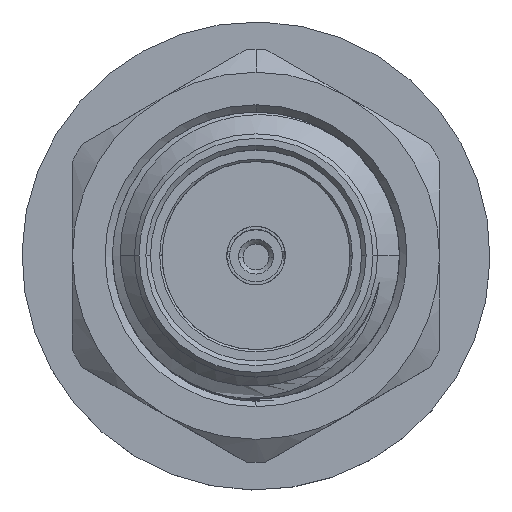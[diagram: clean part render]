
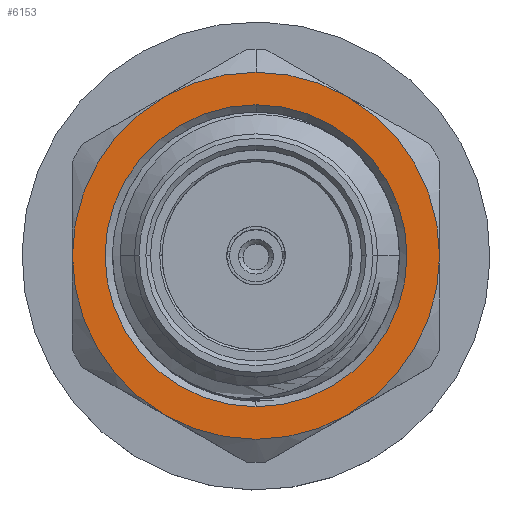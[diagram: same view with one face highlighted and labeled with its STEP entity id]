
A CAD part, top view. The second image highlights one B-rep face of the part: STEP entity #6153.
In plain terms, the highlighted planar face has unit normal (0, 0, 1).
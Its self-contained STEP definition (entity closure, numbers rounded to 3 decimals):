
#176 = DIRECTION ( 'NONE',  ( 0., 1., 0. ) ) ;
#519 = CARTESIAN_POINT ( 'NONE',  ( 0., 4., 15.881 ) ) ;
#566 = CIRCLE ( 'NONE', #4146, 4. ) ;
#609 = DIRECTION ( 'NONE',  ( 0., 0., -1. ) ) ;
#731 = DIRECTION ( 'NONE',  ( 0., 0., -1. ) ) ;
#762 = AXIS2_PLACEMENT_3D ( 'NONE', #5205, #3755, #1709 ) ;
#812 = CARTESIAN_POINT ( 'NONE',  ( 0., -3.29, 15.881 ) ) ;
#979 = CARTESIAN_POINT ( 'NONE',  ( -4., 0., 15.881 ) ) ;
#1028 = EDGE_LOOP ( 'NONE', ( #5949, #8388 ) ) ;
#1240 = CIRCLE ( 'NONE', #762, 3.29 ) ;
#1407 = AXIS2_PLACEMENT_3D ( 'NONE', #9600, #731, #5987 ) ;
#1408 = EDGE_LOOP ( 'NONE', ( #6055, #6706, #8638, #1605, #5814, #9576, #5270 ) ) ;
#1435 = VERTEX_POINT ( 'NONE', #3702 ) ;
#1548 = EDGE_CURVE ( 'NONE', #5706, #2305, #9178, .T. ) ;
#1558 = DIRECTION ( 'NONE',  ( 0., 0., -1. ) ) ;
#1573 = EDGE_CURVE ( 'NONE', #8954, #6332, #1240, .T. ) ;
#1605 = ORIENTED_EDGE ( 'NONE', *, *, #8798, .F. ) ;
#1709 = DIRECTION ( 'NONE',  ( 0., -1., 0. ) ) ;
#2087 = CARTESIAN_POINT ( 'NONE',  ( -2., -3.464, 15.881 ) ) ;
#2105 = DIRECTION ( 'NONE',  ( 0., 0., -1. ) ) ;
#2305 = VERTEX_POINT ( 'NONE', #2448 ) ;
#2392 = CARTESIAN_POINT ( 'NONE',  ( 0., 0., 15.881 ) ) ;
#2448 = CARTESIAN_POINT ( 'NONE',  ( 2., -3.464, 15.881 ) ) ;
#2583 = EDGE_CURVE ( 'NONE', #4465, #7338, #5757, .T. ) ;
#2698 = VERTEX_POINT ( 'NONE', #519 ) ;
#2799 = CARTESIAN_POINT ( 'NONE',  ( 0., 0., 15.881 ) ) ;
#2833 = DIRECTION ( 'NONE',  ( 0., 0., -1. ) ) ;
#3078 = DIRECTION ( 'NONE',  ( 0., 0., -1. ) ) ;
#3146 = CIRCLE ( 'NONE', #7028, 3.29 ) ;
#3484 = FACE_BOUND ( 'NONE', #1028, .T. ) ;
#3652 = DIRECTION ( 'NONE',  ( 0., 1., 0. ) ) ;
#3661 = EDGE_CURVE ( 'NONE', #1435, #2698, #7125, .T. ) ;
#3702 = CARTESIAN_POINT ( 'NONE',  ( -2., 3.464, 15.881 ) ) ;
#3755 = DIRECTION ( 'NONE',  ( 0., 0., -1. ) ) ;
#3935 = CARTESIAN_POINT ( 'NONE',  ( 0., 0., 15.881 ) ) ;
#3996 = CIRCLE ( 'NONE', #6484, 4. ) ;
#4019 = AXIS2_PLACEMENT_3D ( 'NONE', #2392, #3078, #6040 ) ;
#4064 = CIRCLE ( 'NONE', #6553, 4. ) ;
#4146 = AXIS2_PLACEMENT_3D ( 'NONE', #8265, #6951, #176 ) ;
#4156 = CARTESIAN_POINT ( 'NONE',  ( 2., 3.464, 15.881 ) ) ;
#4465 = VERTEX_POINT ( 'NONE', #2087 ) ;
#4505 = CARTESIAN_POINT ( 'NONE',  ( 0., 0., 15.881 ) ) ;
#4616 = VERTEX_POINT ( 'NONE', #4156 ) ;
#4879 = CARTESIAN_POINT ( 'NONE',  ( 0., 3.29, 15.881 ) ) ;
#5190 = CARTESIAN_POINT ( 'NONE',  ( 4., 0., 15.881 ) ) ;
#5205 = CARTESIAN_POINT ( 'NONE',  ( 0., 0., 15.881 ) ) ;
#5270 = ORIENTED_EDGE ( 'NONE', *, *, #5936, .F. ) ;
#5348 = DIRECTION ( 'NONE',  ( 0., 1., 0. ) ) ;
#5431 = EDGE_CURVE ( 'NONE', #2305, #4465, #566, .T. ) ;
#5478 = CIRCLE ( 'NONE', #5934, 4. ) ;
#5706 = VERTEX_POINT ( 'NONE', #5190 ) ;
#5757 = CIRCLE ( 'NONE', #1407, 4. ) ;
#5771 = DIRECTION ( 'NONE',  ( 0., -1., 0. ) ) ;
#5814 = ORIENTED_EDGE ( 'NONE', *, *, #6432, .F. ) ;
#5934 = AXIS2_PLACEMENT_3D ( 'NONE', #8812, #2833, #3652 ) ;
#5936 = EDGE_CURVE ( 'NONE', #7338, #1435, #3996, .T. ) ;
#5949 = ORIENTED_EDGE ( 'NONE', *, *, #1573, .T. ) ;
#5987 = DIRECTION ( 'NONE',  ( 0., 1., 0. ) ) ;
#6013 = DIRECTION ( 'NONE',  ( 0., 0., -1. ) ) ;
#6040 = DIRECTION ( 'NONE',  ( 0., 1., 0. ) ) ;
#6055 = ORIENTED_EDGE ( 'NONE', *, *, #2583, .F. ) ;
#6153 = ADVANCED_FACE ( 'NONE', ( #3484, #9569 ), #8145, .T. ) ;
#6231 = AXIS2_PLACEMENT_3D ( 'NONE', #2799, #9471, #5771 ) ;
#6332 = VERTEX_POINT ( 'NONE', #4879 ) ;
#6432 = EDGE_CURVE ( 'NONE', #2698, #4616, #4064, .T. ) ;
#6484 = AXIS2_PLACEMENT_3D ( 'NONE', #3935, #6013, #9137 ) ;
#6534 = DIRECTION ( 'NONE',  ( 0., 1., 0. ) ) ;
#6553 = AXIS2_PLACEMENT_3D ( 'NONE', #7070, #2105, #6534 ) ;
#6706 = ORIENTED_EDGE ( 'NONE', *, *, #5431, .F. ) ;
#6951 = DIRECTION ( 'NONE',  ( 0., 0., -1. ) ) ;
#7028 = AXIS2_PLACEMENT_3D ( 'NONE', #4505, #609, #9579 ) ;
#7070 = CARTESIAN_POINT ( 'NONE',  ( 0., 0., 15.881 ) ) ;
#7125 = CIRCLE ( 'NONE', #4019, 4. ) ;
#7338 = VERTEX_POINT ( 'NONE', #979 ) ;
#7571 = CARTESIAN_POINT ( 'NONE',  ( 0., 0., 15.881 ) ) ;
#8145 = PLANE ( 'NONE',  #6231 ) ;
#8265 = CARTESIAN_POINT ( 'NONE',  ( 0., 0., 15.881 ) ) ;
#8388 = ORIENTED_EDGE ( 'NONE', *, *, #8996, .T. ) ;
#8638 = ORIENTED_EDGE ( 'NONE', *, *, #1548, .F. ) ;
#8798 = EDGE_CURVE ( 'NONE', #4616, #5706, #5478, .T. ) ;
#8812 = CARTESIAN_POINT ( 'NONE',  ( 0., 0., 15.881 ) ) ;
#8954 = VERTEX_POINT ( 'NONE', #812 ) ;
#8996 = EDGE_CURVE ( 'NONE', #6332, #8954, #3146, .T. ) ;
#9137 = DIRECTION ( 'NONE',  ( 0., 1., 0. ) ) ;
#9170 = AXIS2_PLACEMENT_3D ( 'NONE', #7571, #1558, #5348 ) ;
#9178 = CIRCLE ( 'NONE', #9170, 4. ) ;
#9471 = DIRECTION ( 'NONE',  ( 0., 0., 1. ) ) ;
#9569 = FACE_OUTER_BOUND ( 'NONE', #1408, .T. ) ;
#9576 = ORIENTED_EDGE ( 'NONE', *, *, #3661, .F. ) ;
#9579 = DIRECTION ( 'NONE',  ( 0., -1., 0. ) ) ;
#9600 = CARTESIAN_POINT ( 'NONE',  ( 0., 0., 15.881 ) ) ;
